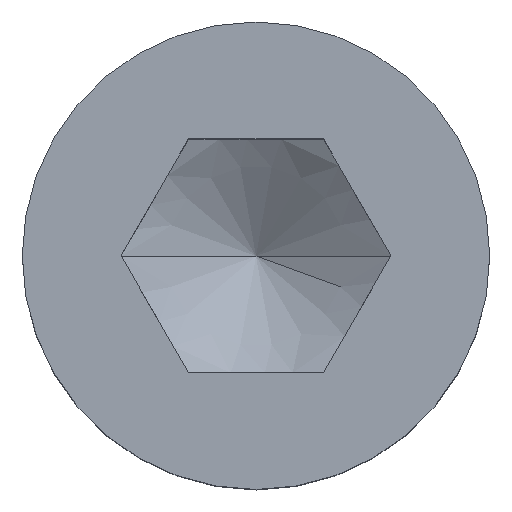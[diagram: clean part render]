
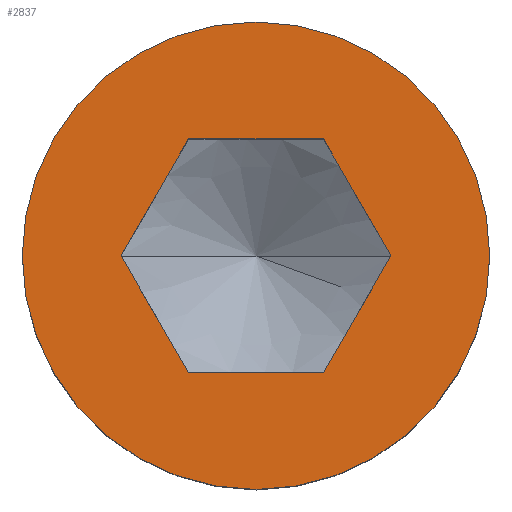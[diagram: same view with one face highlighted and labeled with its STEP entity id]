
A CAD part, top view. The second image highlights one B-rep face of the part: STEP entity #2837.
In plain terms, the highlighted planar face has unit normal (0, 0, 1).
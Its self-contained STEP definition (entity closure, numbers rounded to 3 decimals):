
#1273=EDGE_CURVE('',#2595,#1813,#3596,.T.);
#1307=VERTEX_POINT('',#3630);
#1425=EDGE_CURVE('',#2529,#2407,#3762,.T.);
#1485=VERTEX_POINT('',#3828);
#1811=VERTEX_POINT('',#4198);
#1813=VERTEX_POINT('',#4200);
#1925=EDGE_CURVE('',#3389,#2595,#4328,.T.);
#2407=VERTEX_POINT('',#4862);
#2529=VERTEX_POINT('',#5001);
#2595=VERTEX_POINT('',#5074);
#2715=EDGE_CURVE('',#1307,#3389,#5212,.T.);
#2791=EDGE_CURVE('',#2407,#1307,#5299,.T.);
#2837=ADVANCED_FACE('',(#5350,#5351),#5352,.T.);
#2881=EDGE_CURVE('',#1811,#1485,#5401,.T.);
#2973=EDGE_CURVE('',#1485,#1811,#5509,.T.);
#3021=EDGE_CURVE('',#1813,#2529,#5559,.T.);
#3389=VERTEX_POINT('',#5967);
#3596=LINE('',#6229,#6230);
#3630=CARTESIAN_POINT('',(4.907,8.5,20.0));
#3762=LINE('',#6466,#6467);
#3828=CARTESIAN_POINT('',(-17.0,0.0,20.0));
#4198=CARTESIAN_POINT('',(17.0,0.,20.0));
#4200=CARTESIAN_POINT('',(-4.907,-8.5,20.0));
#4328=LINE('',#7254,#7255);
#4862=CARTESIAN_POINT('',(-4.907,8.5,20.0));
#5001=CARTESIAN_POINT('',(-9.815,0.0,20.0));
#5074=CARTESIAN_POINT('',(4.907,-8.5,20.0));
#5212=LINE('',#8532,#8533);
#5299=LINE('',#8653,#8654);
#5350=FACE_OUTER_BOUND('',#8730,.T.);
#5351=FACE_BOUND('',#8731,.T.);
#5352=PLANE('',#8732);
#5401=CIRCLE('',#8803,17.0);
#5509=CIRCLE('',#8942,17.0);
#5559=LINE('',#9025,#9026);
#5967=CARTESIAN_POINT('',(9.815,0.0,20.0));
#6229=CARTESIAN_POINT('',(-2.454,-8.5,20.0));
#6230=VECTOR('',#9843,1.0);
#6466=CARTESIAN_POINT('',(-6.134,6.375,20.0));
#6467=VECTOR('',#10008,1.0);
#7254=CARTESIAN_POINT('',(6.134,-6.375,20.0));
#7255=VECTOR('',#10728,1.0);
#8532=CARTESIAN_POINT('',(8.588,2.125,20.0));
#8533=VECTOR('',#11712,1.0);
#8653=CARTESIAN_POINT('',(2.454,8.5,20.0));
#8654=VECTOR('',#11819,1.0);
#8730=EDGE_LOOP('',(#11876,#11877));
#8731=EDGE_LOOP('',(#11878,#11879,#11880,#11881,#11882,#11883));
#8732=AXIS2_PLACEMENT_3D('',#11884,#11885,#11886);
#8803=AXIS2_PLACEMENT_3D('',#11940,#11941,#11942);
#8942=AXIS2_PLACEMENT_3D('',#12087,#12088,#12089);
#9025=CARTESIAN_POINT('',(-8.588,-2.125,20.0));
#9026=VECTOR('',#12126,1.0);
#9843=DIRECTION('',(-1.0,0.0,0.0));
#10008=DIRECTION('',(0.5,0.866,0.0));
#10728=DIRECTION('',(-0.5,-0.866,0.0));
#11712=DIRECTION('',(0.5,-0.866,0.0));
#11819=DIRECTION('',(1.0,0.0,0.0));
#11876=ORIENTED_EDGE('',*,*,#2973,.T.);
#11877=ORIENTED_EDGE('',*,*,#2881,.T.);
#11878=ORIENTED_EDGE('',*,*,#3021,.T.);
#11879=ORIENTED_EDGE('',*,*,#1425,.T.);
#11880=ORIENTED_EDGE('',*,*,#2791,.T.);
#11881=ORIENTED_EDGE('',*,*,#2715,.T.);
#11882=ORIENTED_EDGE('',*,*,#1925,.T.);
#11883=ORIENTED_EDGE('',*,*,#1273,.T.);
#11884=CARTESIAN_POINT('',(-12.409,0.,20.0));
#11885=DIRECTION('',(0.0,0.0,1.0));
#11886=DIRECTION('',(-1.0,0.,0.0));
#11940=CARTESIAN_POINT('',(0.,0.0,20.0));
#11941=DIRECTION('',(0.0,0.0,1.0));
#11942=DIRECTION('',(1.0,0.0,0.0));
#12087=CARTESIAN_POINT('',(0.,0.0,20.0));
#12088=DIRECTION('',(0.0,0.0,1.0));
#12089=DIRECTION('',(1.0,0.0,0.0));
#12126=DIRECTION('',(-0.5,0.866,0.0));
